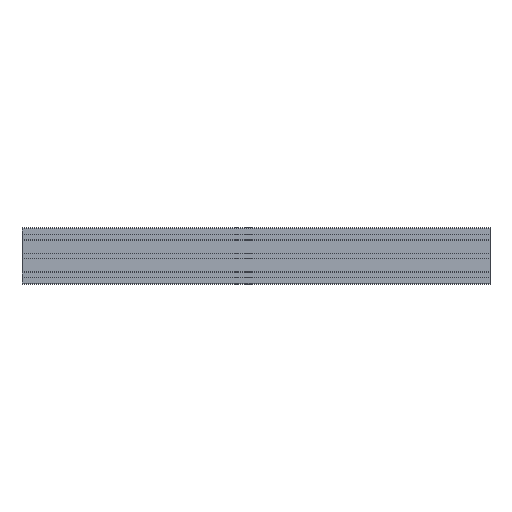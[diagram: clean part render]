
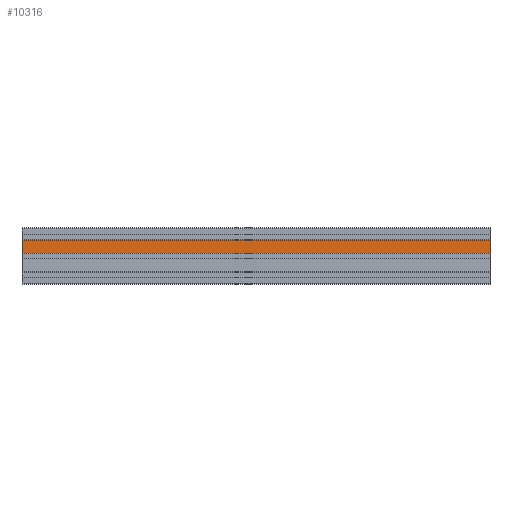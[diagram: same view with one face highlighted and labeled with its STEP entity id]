
A CAD part, top view. The second image highlights one B-rep face of the part: STEP entity #10316.
In plain terms, the highlighted planar face has unit normal (0, 0, 1).
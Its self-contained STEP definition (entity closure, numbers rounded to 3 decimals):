
#188 = DIRECTION ( 'NONE',  ( -1., 0., 0. ) ) ;
#431 = VERTEX_POINT ( 'NONE', #7225 ) ;
#1952 = CARTESIAN_POINT ( 'NONE',  ( 1000., 6.1, 60. ) ) ;
#2017 = EDGE_LOOP ( 'NONE', ( #8137, #5677, #4730, #8113 ) ) ;
#2540 = CARTESIAN_POINT ( 'NONE',  ( 0., 6.1, 60. ) ) ;
#2997 = DIRECTION ( 'NONE',  ( 0., -1., 0. ) ) ;
#3180 = EDGE_CURVE ( 'NONE', #431, #10719, #10277, .T. ) ;
#4036 = VECTOR ( 'NONE', #2997, 1000. ) ;
#4730 = ORIENTED_EDGE ( 'NONE', *, *, #3180, .F. ) ;
#5339 = CARTESIAN_POINT ( 'NONE',  ( 1000., 33.9, 60. ) ) ;
#5677 = ORIENTED_EDGE ( 'NONE', *, *, #5976, .F. ) ;
#5897 = DIRECTION ( 'NONE',  ( 0., 0., -1. ) ) ;
#5976 = EDGE_CURVE ( 'NONE', #10719, #8385, #9727, .T. ) ;
#6017 = CARTESIAN_POINT ( 'NONE',  ( 1000., 33.9, 60. ) ) ;
#6137 = FACE_OUTER_BOUND ( 'NONE', #2017, .T. ) ;
#6202 = VECTOR ( 'NONE', #11693, 1000. ) ;
#7225 = CARTESIAN_POINT ( 'NONE',  ( 1000., 33.9, 60. ) ) ;
#7502 = CARTESIAN_POINT ( 'NONE',  ( 1000., 33.9, 60. ) ) ;
#7627 = LINE ( 'NONE', #7502, #9284 ) ;
#7822 = CARTESIAN_POINT ( 'NONE',  ( 1000., 6.1, 60. ) ) ;
#7923 = CARTESIAN_POINT ( 'NONE',  ( 0., 33.9, 60. ) ) ;
#7936 = LINE ( 'NONE', #11799, #4036 ) ;
#8113 = ORIENTED_EDGE ( 'NONE', *, *, #11360, .T. ) ;
#8137 = ORIENTED_EDGE ( 'NONE', *, *, #8719, .T. ) ;
#8195 = DIRECTION ( 'NONE',  ( 0., -1., 0. ) ) ;
#8385 = VERTEX_POINT ( 'NONE', #2540 ) ;
#8719 = EDGE_CURVE ( 'NONE', #9147, #8385, #7936, .T. ) ;
#9147 = VERTEX_POINT ( 'NONE', #7923 ) ;
#9284 = VECTOR ( 'NONE', #12447, 1000. ) ;
#9727 = LINE ( 'NONE', #7822, #6202 ) ;
#9878 = PLANE ( 'NONE',  #11364 ) ;
#10277 = LINE ( 'NONE', #5339, #12280 ) ;
#10316 = ADVANCED_FACE ( 'NONE', ( #6137 ), #9878, .F. ) ;
#10719 = VERTEX_POINT ( 'NONE', #1952 ) ;
#11360 = EDGE_CURVE ( 'NONE', #431, #9147, #7627, .T. ) ;
#11364 = AXIS2_PLACEMENT_3D ( 'NONE', #6017, #5897, #188 ) ;
#11693 = DIRECTION ( 'NONE',  ( -1., 0., 0. ) ) ;
#11799 = CARTESIAN_POINT ( 'NONE',  ( 0., 33.9, 60. ) ) ;
#12280 = VECTOR ( 'NONE', #8195, 1000. ) ;
#12447 = DIRECTION ( 'NONE',  ( -1., 0., 0. ) ) ;
